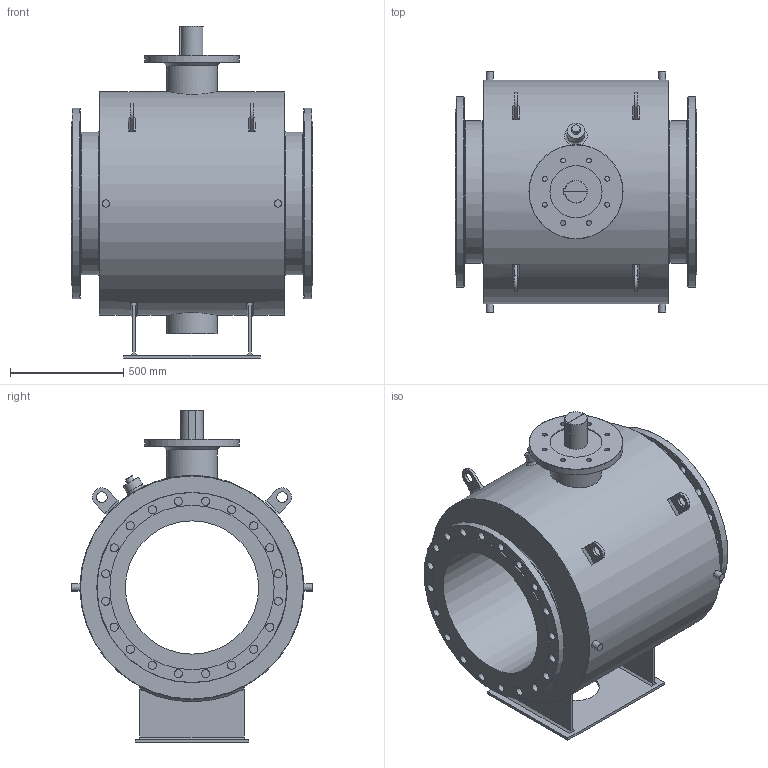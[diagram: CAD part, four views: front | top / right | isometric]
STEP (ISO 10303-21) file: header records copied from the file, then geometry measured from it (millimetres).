
FILE_DESCRIPTION( ( 'Unknown' ), '1' );
FILE_NAME( 'A600FF3_1.stp', 'Unknown', ( 'Unknown' ), ( 'Unknown' ), 'PSStep 14.0', 'Unknown', ' ' );
FILE_SCHEMA( ( 'AUTOMOTIVE_DESIGN { 1 0 10303 214 1 1 1 1 }' ) );
Length unit declared in the file: millimetre
Products named in the file (1): 1
Bounding box: 1067 x 1062 x 1464.5 mm (x, y, z)
Volume: 452063365.4 mm3; surface area: 8486116.9 mm2
Topology: 1 solids, 1 shells, 166 faces, 461 edges, 319 vertices
Faces by surface type: cylinder 76, plane 61, cone 24, torus 4, bspline 1
Full cylindrical faces by diameter (mm): 21 x8, 32 x4, 36 x41, 48 x4, 78 x1, 100 x1, 205 x1, 225 x2, 230 x1, 415 x1, 588 x1, 630 x2, 725 x2, 840 x2, 988 x1
Entity records: 8477 total; most frequent: CARTESIAN_POINT 3226, DIRECTION 804, ORIENTED_EDGE 640, EDGE_LOOP 386, AXIS2_PLACEMENT_3D 354, EDGE_CURVE 320, VERTEX_POINT 266, FACE_OUTER_BOUND 243
